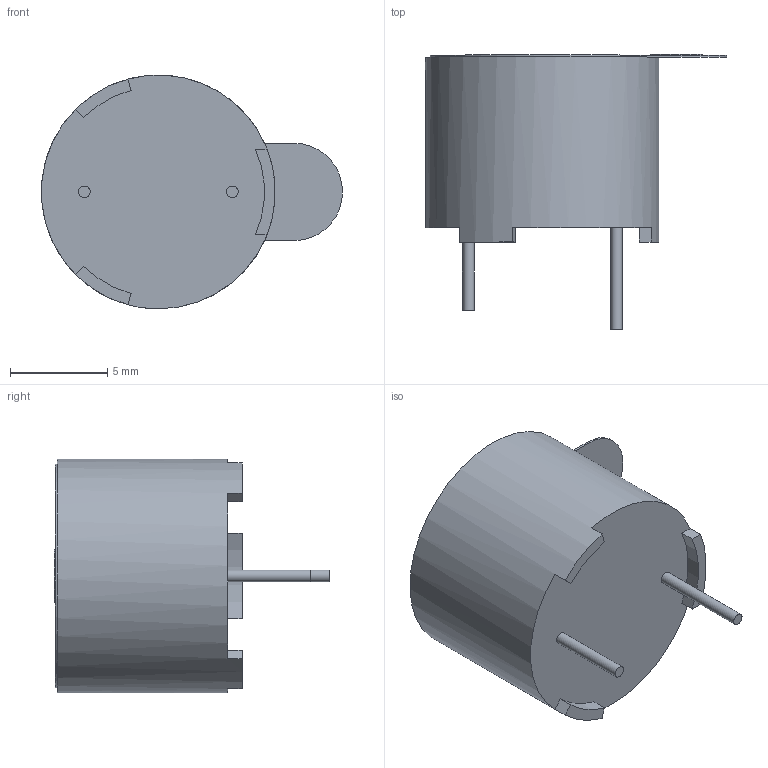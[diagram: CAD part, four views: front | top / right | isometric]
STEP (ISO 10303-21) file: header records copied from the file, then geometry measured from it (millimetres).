
FILE_DESCRIPTION(('HOOPS Exchange Step'),'2;1');
FILE_NAME('1b5c48336bd5fb0d8bbb29f6a652ef5c20200314-3367-g0brmv.SLDPRT.step','2020-03-14T17:46:42+00:00',('converter2'),('Unknown organisation'),'HOOPS Exchange 2019.2','HOOPS Exchange','Unknown authorisation');
FILE_SCHEMA( ('AP203_CONFIGURATION_CONTROLLED_3D_DESIGN_OF_MECHANICAL_PARTS_AND_ASSEMBLIES_MIM_LF') );
Length unit declared in the file: millimetre
Products named in the file (2): Default; 1b5c48336bd5fb0d8bbb29f6a652ef5c20200314-3367-g0brmv
Assembly tree (1 placements, depth 2):
  1b5c48336bd5fb0d8bbb29f6a652ef5c20200314-3367-g0brmv
    Default
Bounding box: 15.45 x 14.15 x 11.99 mm (x, y, z)
Volume: 997.6 mm3; surface area: 656.8 mm2
Topology: 1 solids, 2 shells, 46 faces, 109 edges, 72 vertices
Faces by surface type: plane 34, cylinder 12
Full cylindrical faces by diameter (mm): 0.6 x2, 2.2 x1, 2.489 x1, 2.689 x1, 12 x1
Entity records: 1432 total; most frequent: DIRECTION 239, CARTESIAN_POINT 230, ORIENTED_EDGE 218, EDGE_CURVE 109, AXIS2_PLACEMENT_3D 81, VECTOR 77, LINE 77, VERTEX_POINT 72
